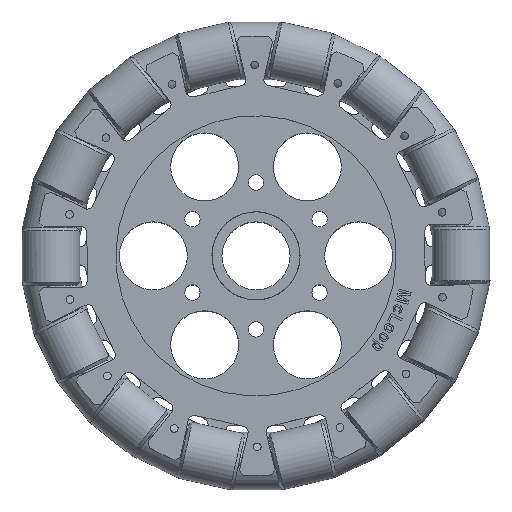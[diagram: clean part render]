
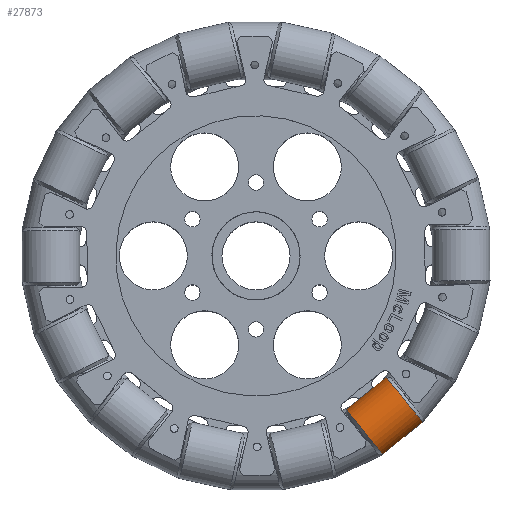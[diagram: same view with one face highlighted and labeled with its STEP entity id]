
A CAD part, top view. The second image highlights one B-rep face of the part: STEP entity #27873.
In plain terms, the highlighted cylindrical face has radius 9.3 mm (diameter 18.6 mm), a full revolution.
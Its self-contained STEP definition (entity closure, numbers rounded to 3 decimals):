
#510=CYLINDRICAL_SURFACE('',#29980,9.3);
#1338=CIRCLE('',#29978,9.3);
#1339=CIRCLE('',#29979,9.3);
#1340=CIRCLE('',#29981,9.3);
#1341=CIRCLE('',#29982,9.3);
#3900=FACE_OUTER_BOUND('',#5645,.T.);
#5645=EDGE_LOOP('',(#24162,#24163,#24164,#24165,#24166,#24167));
#8080=LINE('',#49242,#10687);
#10687=VECTOR('',#35741,9.3);
#13716=VERTEX_POINT('',#49232);
#13717=VERTEX_POINT('',#49233);
#13718=VERTEX_POINT('',#49238);
#13719=VERTEX_POINT('',#49239);
#17331=EDGE_CURVE('',#13716,#13717,#1338,.T.);
#17332=EDGE_CURVE('',#13717,#13716,#1339,.T.);
#17334=EDGE_CURVE('',#13718,#13719,#1340,.T.);
#17335=EDGE_CURVE('',#13719,#13718,#1341,.T.);
#17336=EDGE_CURVE('',#13719,#13717,#8080,.T.);
#24162=ORIENTED_EDGE('',*,*,#17334,.F.);
#24163=ORIENTED_EDGE('',*,*,#17335,.F.);
#24164=ORIENTED_EDGE('',*,*,#17336,.T.);
#24165=ORIENTED_EDGE('',*,*,#17331,.F.);
#24166=ORIENTED_EDGE('',*,*,#17332,.F.);
#24167=ORIENTED_EDGE('',*,*,#17336,.F.);
#27873=ADVANCED_FACE('',(#3900),#510,.T.);
#29978=AXIS2_PLACEMENT_3D('',#49234,#35730,#35731);
#29979=AXIS2_PLACEMENT_3D('',#49235,#35732,#35733);
#29980=AXIS2_PLACEMENT_3D('',#49237,#35735,#35736);
#29981=AXIS2_PLACEMENT_3D('',#49240,#35737,#35738);
#29982=AXIS2_PLACEMENT_3D('',#49241,#35739,#35740);
#35730=DIRECTION('center_axis',(0.778,0.628,0.));
#35731=DIRECTION('ref_axis',(0.628,-0.778,0.));
#35732=DIRECTION('center_axis',(0.778,0.628,0.));
#35733=DIRECTION('ref_axis',(0.628,-0.778,0.));
#35735=DIRECTION('center_axis',(-0.778,-0.628,0.));
#35736=DIRECTION('ref_axis',(-0.628,0.778,0.));
#35737=DIRECTION('center_axis',(-0.778,-0.628,0.));
#35738=DIRECTION('ref_axis',(0.628,-0.778,0.));
#35739=DIRECTION('center_axis',(-0.778,-0.628,0.));
#35740=DIRECTION('ref_axis',(0.628,-0.778,0.));
#35741=DIRECTION('',(0.778,0.628,0.));
#49232=CARTESIAN_POINT('',(42.117,-39.002,33.25));
#49233=CARTESIAN_POINT('',(53.805,-53.472,33.25));
#49234=CARTESIAN_POINT('Origin',(47.961,-46.237,33.25));
#49235=CARTESIAN_POINT('Origin',(47.961,-46.237,33.25));
#49237=CARTESIAN_POINT('Origin',(41.504,-51.452,33.25));
#49238=CARTESIAN_POINT('',(29.204,-49.433,33.25));
#49239=CARTESIAN_POINT('',(40.891,-63.902,33.25));
#49240=CARTESIAN_POINT('Origin',(35.047,-56.668,33.25));
#49241=CARTESIAN_POINT('Origin',(35.047,-56.668,33.25));
#49242=CARTESIAN_POINT('',(47.348,-58.687,33.25));
